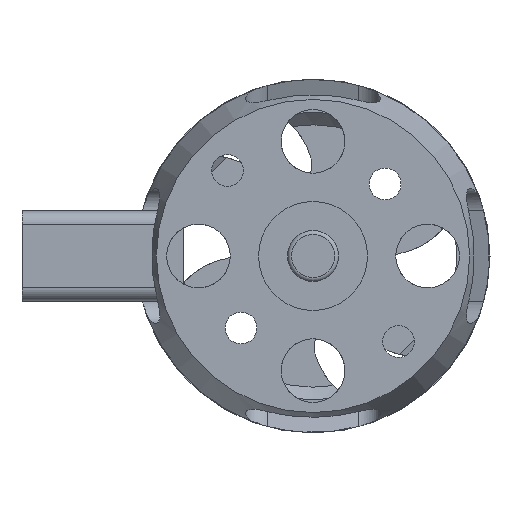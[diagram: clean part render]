
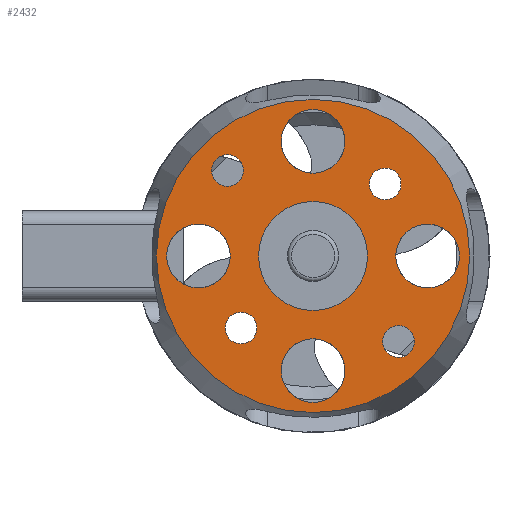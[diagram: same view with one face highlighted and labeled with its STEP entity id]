
A CAD part, front view. The second image highlights one B-rep face of the part: STEP entity #2432.
In plain terms, the highlighted planar face has unit normal (0, -1, 0).
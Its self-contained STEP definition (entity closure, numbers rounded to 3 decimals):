
#161=FACE_BOUND('',#407,.T.);
#162=FACE_BOUND('',#408,.T.);
#163=FACE_BOUND('',#409,.T.);
#164=FACE_BOUND('',#410,.T.);
#165=FACE_BOUND('',#411,.T.);
#166=FACE_BOUND('',#412,.T.);
#167=FACE_BOUND('',#413,.T.);
#168=FACE_BOUND('',#414,.T.);
#169=FACE_BOUND('',#415,.T.);
#187=PLANE('',#2785);
#281=FACE_OUTER_BOUND('',#406,.T.);
#406=EDGE_LOOP('',(#2082,#2083));
#407=EDGE_LOOP('',(#2084,#2085));
#408=EDGE_LOOP('',(#2086,#2087));
#409=EDGE_LOOP('',(#2088,#2089));
#410=EDGE_LOOP('',(#2090,#2091));
#411=EDGE_LOOP('',(#2092,#2093));
#412=EDGE_LOOP('',(#2094,#2095));
#413=EDGE_LOOP('',(#2096,#2097));
#414=EDGE_LOOP('',(#2098,#2099));
#415=EDGE_LOOP('',(#2100,#2101));
#763=CIRCLE('',#2655,1.25);
#764=CIRCLE('',#2656,1.25);
#767=CIRCLE('',#2660,1.25);
#768=CIRCLE('',#2661,1.25);
#771=CIRCLE('',#2665,1.25);
#772=CIRCLE('',#2666,1.25);
#775=CIRCLE('',#2670,1.25);
#776=CIRCLE('',#2671,1.25);
#778=CIRCLE('',#2675,2.5);
#779=CIRCLE('',#2676,2.5);
#781=CIRCLE('',#2680,2.5);
#782=CIRCLE('',#2681,2.5);
#785=CIRCLE('',#2687,2.5);
#786=CIRCLE('',#2688,2.5);
#787=CIRCLE('',#2692,2.5);
#788=CIRCLE('',#2693,2.5);
#792=CIRCLE('',#2699,4.28);
#793=CIRCLE('',#2700,4.28);
#796=CIRCLE('',#2707,12.301);
#797=CIRCLE('',#2708,12.301);
#969=VERTEX_POINT('',#4159);
#970=VERTEX_POINT('',#4161);
#973=VERTEX_POINT('',#4169);
#974=VERTEX_POINT('',#4171);
#977=VERTEX_POINT('',#4179);
#978=VERTEX_POINT('',#4181);
#981=VERTEX_POINT('',#4189);
#982=VERTEX_POINT('',#4191);
#986=VERTEX_POINT('',#4200);
#987=VERTEX_POINT('',#4202);
#990=VERTEX_POINT('',#4210);
#991=VERTEX_POINT('',#4212);
#996=VERTEX_POINT('',#4224);
#997=VERTEX_POINT('',#4226);
#1000=VERTEX_POINT('',#4234);
#1001=VERTEX_POINT('',#4236);
#1005=VERTEX_POINT('',#4247);
#1006=VERTEX_POINT('',#4249);
#1017=VERTEX_POINT('',#4334);
#1018=VERTEX_POINT('',#4336);
#1297=EDGE_CURVE('',#969,#970,#763,.T.);
#1298=EDGE_CURVE('',#970,#969,#764,.T.);
#1302=EDGE_CURVE('',#973,#974,#767,.T.);
#1303=EDGE_CURVE('',#974,#973,#768,.T.);
#1307=EDGE_CURVE('',#977,#978,#771,.T.);
#1308=EDGE_CURVE('',#978,#977,#772,.T.);
#1312=EDGE_CURVE('',#981,#982,#775,.T.);
#1313=EDGE_CURVE('',#982,#981,#776,.T.);
#1317=EDGE_CURVE('',#986,#987,#778,.T.);
#1318=EDGE_CURVE('',#987,#986,#779,.T.);
#1322=EDGE_CURVE('',#990,#991,#781,.T.);
#1323=EDGE_CURVE('',#991,#990,#782,.T.);
#1329=EDGE_CURVE('',#996,#997,#785,.T.);
#1330=EDGE_CURVE('',#997,#996,#786,.T.);
#1334=EDGE_CURVE('',#1000,#1001,#787,.T.);
#1335=EDGE_CURVE('',#1001,#1000,#788,.T.);
#1341=EDGE_CURVE('',#1005,#1006,#792,.T.);
#1342=EDGE_CURVE('',#1006,#1005,#793,.T.);
#1353=EDGE_CURVE('',#1018,#1017,#796,.T.);
#1354=EDGE_CURVE('',#1017,#1018,#797,.T.);
#2082=ORIENTED_EDGE('',*,*,#1353,.T.);
#2083=ORIENTED_EDGE('',*,*,#1354,.T.);
#2084=ORIENTED_EDGE('',*,*,#1298,.F.);
#2085=ORIENTED_EDGE('',*,*,#1297,.F.);
#2086=ORIENTED_EDGE('',*,*,#1303,.F.);
#2087=ORIENTED_EDGE('',*,*,#1302,.F.);
#2088=ORIENTED_EDGE('',*,*,#1308,.F.);
#2089=ORIENTED_EDGE('',*,*,#1307,.F.);
#2090=ORIENTED_EDGE('',*,*,#1313,.F.);
#2091=ORIENTED_EDGE('',*,*,#1312,.F.);
#2092=ORIENTED_EDGE('',*,*,#1318,.F.);
#2093=ORIENTED_EDGE('',*,*,#1317,.F.);
#2094=ORIENTED_EDGE('',*,*,#1323,.F.);
#2095=ORIENTED_EDGE('',*,*,#1322,.F.);
#2096=ORIENTED_EDGE('',*,*,#1330,.F.);
#2097=ORIENTED_EDGE('',*,*,#1329,.F.);
#2098=ORIENTED_EDGE('',*,*,#1335,.F.);
#2099=ORIENTED_EDGE('',*,*,#1334,.F.);
#2100=ORIENTED_EDGE('',*,*,#1342,.F.);
#2101=ORIENTED_EDGE('',*,*,#1341,.F.);
#2432=ADVANCED_FACE('',(#281,#161,#162,#163,#164,#165,#166,#167,#168,#169),
#187,.F.);
#2655=AXIS2_PLACEMENT_3D('',#4162,#3211,#3212);
#2656=AXIS2_PLACEMENT_3D('',#4163,#3213,#3214);
#2660=AXIS2_PLACEMENT_3D('',#4172,#3222,#3223);
#2661=AXIS2_PLACEMENT_3D('',#4173,#3224,#3225);
#2665=AXIS2_PLACEMENT_3D('',#4182,#3233,#3234);
#2666=AXIS2_PLACEMENT_3D('',#4183,#3235,#3236);
#2670=AXIS2_PLACEMENT_3D('',#4192,#3244,#3245);
#2671=AXIS2_PLACEMENT_3D('',#4193,#3246,#3247);
#2675=AXIS2_PLACEMENT_3D('',#4203,#3255,#3256);
#2676=AXIS2_PLACEMENT_3D('',#4204,#3257,#3258);
#2680=AXIS2_PLACEMENT_3D('',#4213,#3266,#3267);
#2681=AXIS2_PLACEMENT_3D('',#4214,#3268,#3269);
#2687=AXIS2_PLACEMENT_3D('',#4227,#3281,#3282);
#2688=AXIS2_PLACEMENT_3D('',#4228,#3283,#3284);
#2692=AXIS2_PLACEMENT_3D('',#4237,#3292,#3293);
#2693=AXIS2_PLACEMENT_3D('',#4238,#3294,#3295);
#2699=AXIS2_PLACEMENT_3D('',#4250,#3307,#3308);
#2700=AXIS2_PLACEMENT_3D('',#4251,#3309,#3310);
#2707=AXIS2_PLACEMENT_3D('',#4337,#3324,#3325);
#2708=AXIS2_PLACEMENT_3D('',#4338,#3326,#3327);
#2785=AXIS2_PLACEMENT_3D('',#4716,#3505,#3506);
#3211=DIRECTION('center_axis',(0.,-1.,0.));
#3212=DIRECTION('ref_axis',(0.,0.,-1.));
#3213=DIRECTION('center_axis',(0.,-1.,0.));
#3214=DIRECTION('ref_axis',(0.,0.,-1.));
#3222=DIRECTION('center_axis',(0.,-1.,0.));
#3223=DIRECTION('ref_axis',(0.,0.,-1.));
#3224=DIRECTION('center_axis',(0.,-1.,0.));
#3225=DIRECTION('ref_axis',(0.,0.,-1.));
#3233=DIRECTION('center_axis',(0.,-1.,0.));
#3234=DIRECTION('ref_axis',(0.,0.,-1.));
#3235=DIRECTION('center_axis',(0.,-1.,0.));
#3236=DIRECTION('ref_axis',(0.,0.,-1.));
#3244=DIRECTION('center_axis',(0.,-1.,0.));
#3245=DIRECTION('ref_axis',(0.,0.,-1.));
#3246=DIRECTION('center_axis',(0.,-1.,0.));
#3247=DIRECTION('ref_axis',(0.,0.,-1.));
#3255=DIRECTION('center_axis',(0.,-1.,0.));
#3256=DIRECTION('ref_axis',(0.,0.,1.));
#3257=DIRECTION('center_axis',(0.,-1.,0.));
#3258=DIRECTION('ref_axis',(0.,0.,1.));
#3266=DIRECTION('center_axis',(0.,-1.,0.));
#3267=DIRECTION('ref_axis',(0.,0.,1.));
#3268=DIRECTION('center_axis',(0.,-1.,0.));
#3269=DIRECTION('ref_axis',(0.,0.,1.));
#3281=DIRECTION('center_axis',(0.,-1.,0.));
#3282=DIRECTION('ref_axis',(0.,0.,-1.));
#3283=DIRECTION('center_axis',(0.,-1.,0.));
#3284=DIRECTION('ref_axis',(0.,0.,-1.));
#3292=DIRECTION('center_axis',(0.,-1.,0.));
#3293=DIRECTION('ref_axis',(0.,0.,-1.));
#3294=DIRECTION('center_axis',(0.,-1.,0.));
#3295=DIRECTION('ref_axis',(0.,0.,-1.));
#3307=DIRECTION('center_axis',(0.,-1.,0.));
#3308=DIRECTION('ref_axis',(0.,0.,-1.));
#3309=DIRECTION('center_axis',(0.,-1.,0.));
#3310=DIRECTION('ref_axis',(0.,0.,-1.));
#3324=DIRECTION('center_axis',(0.,-1.,0.));
#3325=DIRECTION('ref_axis',(0.,0.,1.));
#3326=DIRECTION('center_axis',(0.,-1.,0.));
#3327=DIRECTION('ref_axis',(0.,0.,1.));
#3505=DIRECTION('center_axis',(0.,1.,0.));
#3506=DIRECTION('ref_axis',(0.,0.,1.));
#4159=CARTESIAN_POINT('',(-6.718,0.,7.968));
#4161=CARTESIAN_POINT('',(-6.718,0.,5.468));
#4162=CARTESIAN_POINT('Origin',(-6.718,0.,
6.718));
#4163=CARTESIAN_POINT('Origin',(-6.718,0.,
6.718));
#4169=CARTESIAN_POINT('',(5.657,0.,6.907));
#4171=CARTESIAN_POINT('',(5.657,0.,4.407));
#4172=CARTESIAN_POINT('Origin',(5.657,0.,
5.657));
#4173=CARTESIAN_POINT('Origin',(5.657,0.,
5.657));
#4179=CARTESIAN_POINT('',(6.718,0.,-5.468));
#4181=CARTESIAN_POINT('',(6.718,0.,-7.968));
#4182=CARTESIAN_POINT('Origin',(6.718,0.,
-6.718));
#4183=CARTESIAN_POINT('Origin',(6.718,0.,
-6.718));
#4189=CARTESIAN_POINT('',(-5.657,0.,-4.407));
#4191=CARTESIAN_POINT('',(-5.657,0.,-6.907));
#4192=CARTESIAN_POINT('Origin',(-5.657,0.,
-5.657));
#4193=CARTESIAN_POINT('Origin',(-5.657,0.,
-5.657));
#4200=CARTESIAN_POINT('',(0.,0.,-6.5));
#4202=CARTESIAN_POINT('',(0.,0.,-11.5));
#4203=CARTESIAN_POINT('Origin',(0.,0.,-9.));
#4204=CARTESIAN_POINT('Origin',(0.,0.,-9.));
#4210=CARTESIAN_POINT('',(-9.,0.,2.5));
#4212=CARTESIAN_POINT('',(-9.,0.,-2.5));
#4213=CARTESIAN_POINT('Origin',(-9.,0.,0.));
#4214=CARTESIAN_POINT('Origin',(-9.,0.,0.));
#4224=CARTESIAN_POINT('',(0.,0.,11.5));
#4226=CARTESIAN_POINT('',(0.,0.,6.5));
#4227=CARTESIAN_POINT('Origin',(0.,0.,9.));
#4228=CARTESIAN_POINT('Origin',(0.,0.,9.));
#4234=CARTESIAN_POINT('',(9.,0.,2.5));
#4236=CARTESIAN_POINT('',(9.,0.,-2.5));
#4237=CARTESIAN_POINT('Origin',(9.,0.,0.));
#4238=CARTESIAN_POINT('Origin',(9.,0.,0.));
#4247=CARTESIAN_POINT('',(0.,0.,4.28));
#4249=CARTESIAN_POINT('',(0.,0.,-4.28));
#4250=CARTESIAN_POINT('Origin',(0.,0.,0.));
#4251=CARTESIAN_POINT('Origin',(0.,0.,0.));
#4334=CARTESIAN_POINT('',(0.,0.,-12.301));
#4336=CARTESIAN_POINT('',(0.,0.,12.301));
#4337=CARTESIAN_POINT('Origin',(0.,0.,0.));
#4338=CARTESIAN_POINT('Origin',(0.,0.,0.));
#4716=CARTESIAN_POINT('Origin',(0.,0.,0.));
